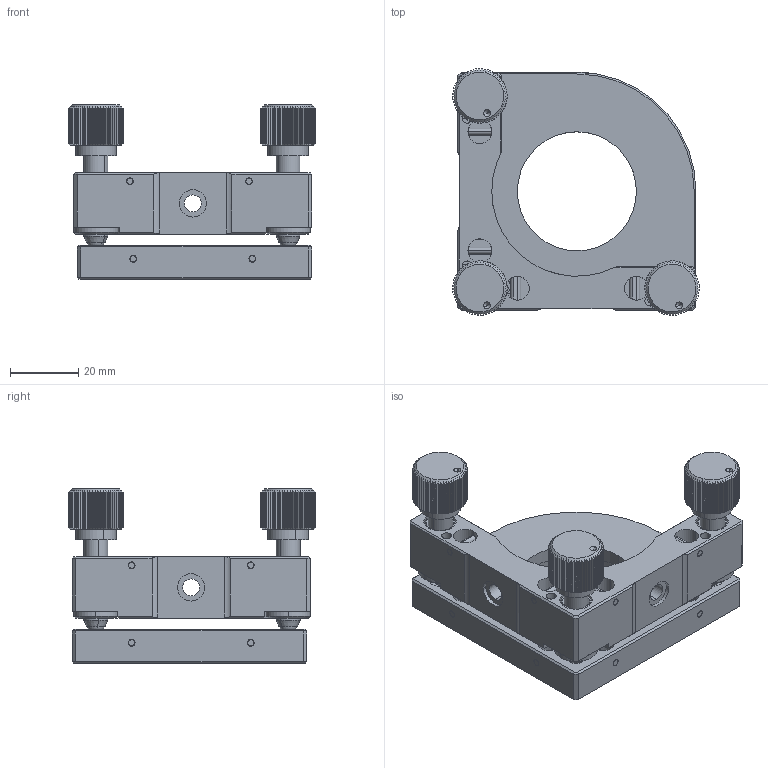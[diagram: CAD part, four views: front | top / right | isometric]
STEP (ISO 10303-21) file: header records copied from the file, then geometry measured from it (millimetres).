
FILE_DESCRIPTION (( 'STEP AP203' ), '1' );
FILE_NAME ('OMHS38.1.STEP', '2018-12-10T02:37:29', ( '' ), ( '' ), 'SwSTEP 2.0', 'SolidWorks 2016', '' );
FILE_SCHEMA (( 'CONFIG_CONTROL_DESIGN' ));
Length unit declared in the file: millimetre
Products named in the file (1): OMHS38.1
Bounding box: 72.5 x 72.5 x 51.3 mm (x, y, z)
Surface area: 29568.9 mm2 (no closed solid volume)
Topology: 0 solids, 31 shells, 1019 faces, 2837 edges, 1833 vertices
Faces by surface type: plane 476, cylinder 301, cone 236, torus 6
Entity records: 33719 total; most frequent: CARTESIAN_POINT 8640, ORIENTED_EDGE 5231, DIRECTION 4961, EDGE_CURVE 2831, AXIS2_PLACEMENT_3D 1890, VERTEX_POINT 1833, VECTOR 1181, LINE 1181
